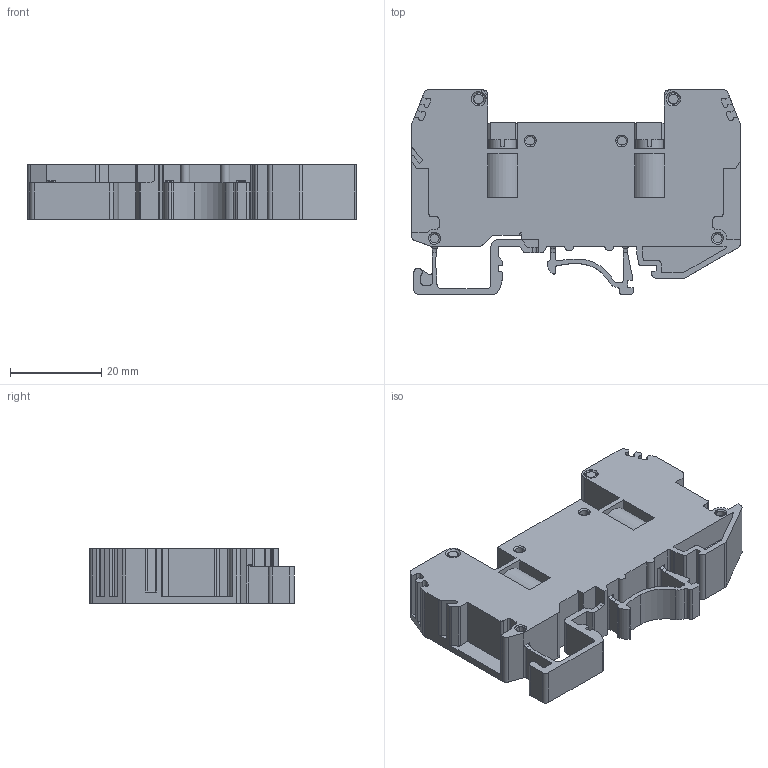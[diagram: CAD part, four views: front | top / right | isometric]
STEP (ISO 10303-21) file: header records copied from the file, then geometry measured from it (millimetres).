
FILE_DESCRIPTION((''),'2;1');
FILE_NAME('8YB754729','2021-09-01T',('ASUS'),(''),'PRO/ENGINEER BY PARAMETRIC TECHNOLOGY CORPORATION, 2013230','PRO/ENGINEER BY PARAMETRIC TECHNOLOGY CORPORATION, 2013230','');
FILE_SCHEMA(('CONFIG_CONTROL_DESIGN'));
Length unit declared in the file: millimetre
Products named in the file (1): 8YB754729
Bounding box: 71.9 x 44.7 x 12 mm (x, y, z)
Volume: 22066.1 mm3; surface area: 12521.1 mm2
Topology: 1 solids, 3 shells, 395 faces, 1071 edges, 698 vertices
Faces by surface type: plane 223, cylinder 136, cone 20, torus 16
Entity records: 12537 total; most frequent: CARTESIAN_POINT 2240, DIRECTION 2180, ORIENTED_EDGE 2142, EDGE_CURVE 1071, AXIS2_PLACEMENT_3D 731, VECTOR 718, LINE 718, VERTEX_POINT 698
